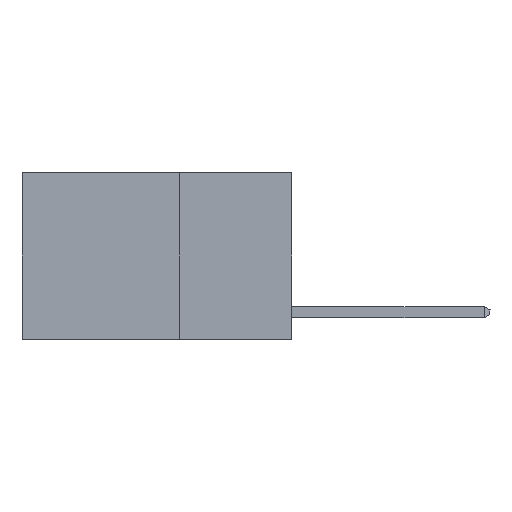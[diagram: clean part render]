
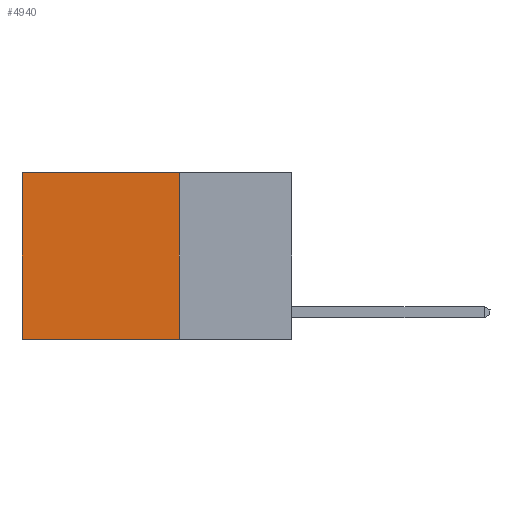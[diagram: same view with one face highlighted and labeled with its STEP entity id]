
A CAD part, left-side view. The second image highlights one B-rep face of the part: STEP entity #4940.
In plain terms, the highlighted planar face has unit normal (-1, 0, 0).
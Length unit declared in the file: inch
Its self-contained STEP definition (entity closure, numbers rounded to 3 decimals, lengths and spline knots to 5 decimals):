
#129 = EDGE_LOOP ( 'NONE', ( #9541, #7002, #12727, #1011 ) ) ;
#329 = CARTESIAN_POINT ( 'NONE',  ( 0.2625, 0.25, -0.37 ) ) ;
#520 = AXIS2_PLACEMENT_3D ( 'NONE', #4297, #817, #9870 ) ;
#808 = VERTEX_POINT ( 'NONE', #329 ) ;
#817 = DIRECTION ( 'NONE',  ( 1., 0., 0. ) ) ;
#856 = DIRECTION ( 'NONE',  ( 0., 0., -1. ) ) ;
#1011 = ORIENTED_EDGE ( 'NONE', *, *, #1722, .T. ) ;
#1722 = EDGE_CURVE ( 'NONE', #8977, #12756, #1861, .T. ) ;
#1861 = LINE ( 'NONE', #5547, #11241 ) ;
#1978 = CARTESIAN_POINT ( 'NONE',  ( 0.2625, 0.6, 0. ) ) ;
#2581 = VERTEX_POINT ( 'NONE', #8817 ) ;
#3121 = VECTOR ( 'NONE', #8835, 39.37008 ) ;
#3855 = LINE ( 'NONE', #14118, #14110 ) ;
#4242 = DIRECTION ( 'NONE',  ( 0., 1., 0. ) ) ;
#4297 = CARTESIAN_POINT ( 'NONE',  ( 0.2625, 0.25, 0. ) ) ;
#4352 = LINE ( 'NONE', #13337, #3121 ) ;
#4940 = ADVANCED_FACE ( 'NONE', ( #13506 ), #5408, .F. ) ;
#5408 = PLANE ( 'NONE',  #520 ) ;
#5547 = CARTESIAN_POINT ( 'NONE',  ( 0.2625, 0.25, 0. ) ) ;
#6488 = EDGE_CURVE ( 'NONE', #12756, #2581, #13632, .T. ) ;
#7002 = ORIENTED_EDGE ( 'NONE', *, *, #10553, .F. ) ;
#8155 = VECTOR ( 'NONE', #13664, 39.37008 ) ;
#8817 = CARTESIAN_POINT ( 'NONE',  ( 0.2625, 0.6, -0.37 ) ) ;
#8835 = DIRECTION ( 'NONE',  ( 0., 1., 0. ) ) ;
#8977 = VERTEX_POINT ( 'NONE', #14121 ) ;
#9253 = EDGE_CURVE ( 'NONE', #8977, #808, #3855, .T. ) ;
#9541 = ORIENTED_EDGE ( 'NONE', *, *, #6488, .T. ) ;
#9814 = CARTESIAN_POINT ( 'NONE',  ( 0.2625, 0.6, 0. ) ) ;
#9870 = DIRECTION ( 'NONE',  ( 0., 0., -1. ) ) ;
#10553 = EDGE_CURVE ( 'NONE', #808, #2581, #4352, .T. ) ;
#11241 = VECTOR ( 'NONE', #4242, 39.37008 ) ;
#12727 = ORIENTED_EDGE ( 'NONE', *, *, #9253, .F. ) ;
#12756 = VERTEX_POINT ( 'NONE', #9814 ) ;
#13337 = CARTESIAN_POINT ( 'NONE',  ( 0.2625, 0.25, -0.37 ) ) ;
#13506 = FACE_OUTER_BOUND ( 'NONE', #129, .T. ) ;
#13632 = LINE ( 'NONE', #1978, #8155 ) ;
#13664 = DIRECTION ( 'NONE',  ( 0., 0., -1. ) ) ;
#14110 = VECTOR ( 'NONE', #856, 39.37008 ) ;
#14118 = CARTESIAN_POINT ( 'NONE',  ( 0.2625, 0.25, 0. ) ) ;
#14121 = CARTESIAN_POINT ( 'NONE',  ( 0.2625, 0.25, 0. ) ) ;
